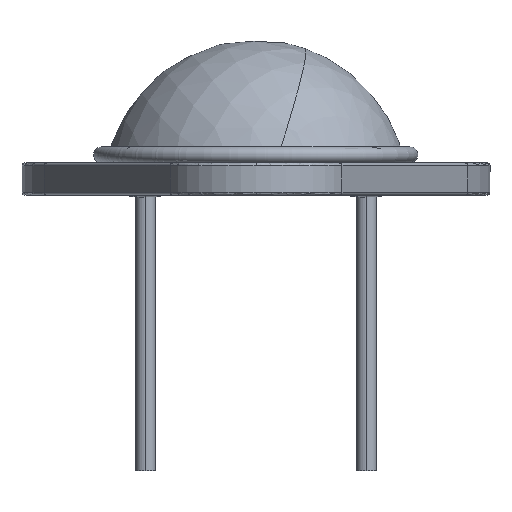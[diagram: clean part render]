
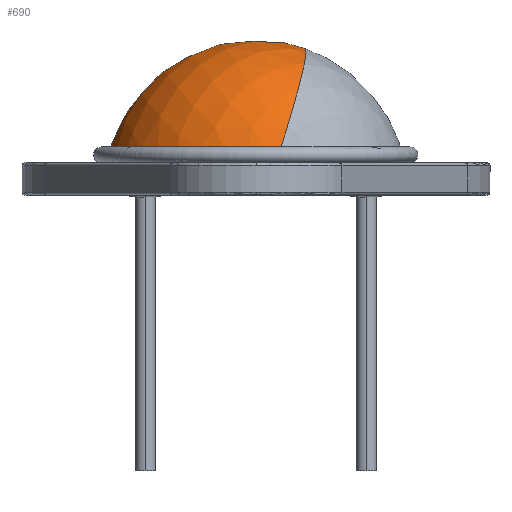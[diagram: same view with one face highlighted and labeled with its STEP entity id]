
A CAD part, left-side view. The second image highlights one B-rep face of the part: STEP entity #690.
In plain terms, the highlighted spherical face has radius 5.672 mm.
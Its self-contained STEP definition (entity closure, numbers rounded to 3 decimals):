
#616 = VERTEX_POINT ( 'NONE', #5332 ) ;
#617 = VERTEX_POINT ( 'NONE', #5331 ) ;
#618 = ORIENTED_EDGE ( 'NONE', *, *, #619, .T. ) ;
#619 = EDGE_CURVE ( 'NONE', #616, #620, #5330, .T. ) ;
#620 = VERTEX_POINT ( 'NONE', #5325 ) ;
#621 = ORIENTED_EDGE ( 'NONE', *, *, #670, .T. ) ;
#670 = EDGE_CURVE ( 'NONE', #620, #617, #5429, .T. ) ;
#687 = EDGE_LOOP ( 'NONE', ( #691, #618, #621 ) ) ;
#690 = ADVANCED_FACE ( 'NONE', ( #5468 ), #5031, .T. ) ;
#691 = ORIENTED_EDGE ( 'NONE', *, *, #692, .F. ) ;
#692 = EDGE_CURVE ( 'NONE', #616, #617, #5517, .T. ) ;
#4811 = DIRECTION ( 'NONE',  ( 0.26, 0.926, 0.274 ) ) ;
#5031 = SPHERICAL_SURFACE ( 'NONE', #5467, 5.672 ) ;
#5325 = CARTESIAN_POINT ( 'NONE',  ( 0.876, 0.51, -0.481 ) ) ;
#5326 = DIRECTION ( 'NONE',  ( 0.26, 0.926, 0.274 ) ) ;
#5327 = DIRECTION ( 'NONE',  ( -0.177, 0.325, -0.929 ) ) ;
#5328 = CARTESIAN_POINT ( 'NONE',  ( -4.55, -1.072, 0. ) ) ;
#5329 = AXIS2_PLACEMENT_3D ( 'NONE', #5328, #5327, #5326 ) ;
#5330 = CIRCLE ( 'NONE', #5329, 5.672 ) ;
#5331 = CARTESIAN_POINT ( 'NONE',  ( -9.772, 0.51, 1.548 ) ) ;
#5332 = CARTESIAN_POINT ( 'NONE',  ( -3.074, 4.179, 1.555 ) ) ;
#5397 = CARTESIAN_POINT ( 'NONE',  ( -8.253, 0.51, -4.013 ) ) ;
#5398 = CARTESIAN_POINT ( 'NONE',  ( -7.96, 0.51, -4.264 ) ) ;
#5399 = CARTESIAN_POINT ( 'NONE',  ( -7.337, 0.51, -4.695 ) ) ;
#5400 = CARTESIAN_POINT ( 'NONE',  ( -7.006, 0.51, -4.877 ) ) ;
#5401 = CARTESIAN_POINT ( 'NONE',  ( -6.481, 0.51, -5.097 ) ) ;
#5402 = CARTESIAN_POINT ( 'NONE',  ( -6.3, 0.51, -5.162 ) ) ;
#5403 = CARTESIAN_POINT ( 'NONE',  ( -5.936, 0.51, -5.271 ) ) ;
#5404 = CARTESIAN_POINT ( 'NONE',  ( -5.569, 0.51, -5.361 ) ) ;
#5405 = CARTESIAN_POINT ( 'NONE',  ( -5.195, 0.51, -5.412 ) ) ;
#5406 = CARTESIAN_POINT ( 'NONE',  ( -4.817, 0.51, -5.444 ) ) ;
#5407 = CARTESIAN_POINT ( 'NONE',  ( -4.625, 0.51, -5.45 ) ) ;
#5408 = CARTESIAN_POINT ( 'NONE',  ( -4.054, 0.51, -5.438 ) ) ;
#5409 = CARTESIAN_POINT ( 'NONE',  ( -3.68, 0.51, -5.39 ) ) ;
#5410 = CARTESIAN_POINT ( 'NONE',  ( -2.943, 0.51, -5.218 ) ) ;
#5411 = CARTESIAN_POINT ( 'NONE',  ( -2.578, 0.51, -5.092 ) ) ;
#5412 = CARTESIAN_POINT ( 'NONE',  ( -1.894, 0.51, -4.771 ) ) ;
#5413 = CARTESIAN_POINT ( 'NONE',  ( -1.571, 0.51, -4.576 ) ) ;
#5414 = CARTESIAN_POINT ( 'NONE',  ( -0.962, 0.51, -4.116 ) ) ;
#5415 = CARTESIAN_POINT ( 'NONE',  ( -0.684, 0.51, -3.856 ) ) ;
#5416 = CARTESIAN_POINT ( 'NONE',  ( -0.313, 0.51, -3.428 ) ) ;
#5417 = CARTESIAN_POINT ( 'NONE',  ( -0.196, 0.51, -3.279 ) ) ;
#5418 = CARTESIAN_POINT ( 'NONE',  ( 0.022, 0.51, -2.968 ) ) ;
#5419 = CARTESIAN_POINT ( 'NONE',  ( 0.123, 0.51, -2.805 ) ) ;
#5420 = CARTESIAN_POINT ( 'NONE',  ( 0.399, 0.51, -2.307 ) ) ;
#5421 = CARTESIAN_POINT ( 'NONE',  ( 0.547, 0.51, -1.96 ) ) ;
#5422 = CARTESIAN_POINT ( 'NONE',  ( 0.713, 0.51, -1.416 ) ) ;
#5423 = CARTESIAN_POINT ( 'NONE',  ( 0.76, 0.51, -1.229 ) ) ;
#5424 = CARTESIAN_POINT ( 'NONE',  ( 0.833, 0.51, -0.856 ) ) ;
#5425 = CARTESIAN_POINT ( 'NONE',  ( 0.859, 0.51, -0.668 ) ) ;
#5426 = CARTESIAN_POINT ( 'NONE',  ( 0.876, 0.51, -0.481 ) ) ;
#5429 = B_SPLINE_CURVE_WITH_KNOTS ( 'NONE', 3,
 ( #5426, #5425, #5424, #5423, #5422, #5421, #5420, #5419, #5418, #5417, #5416, #5415, #5414, #5413, #5412, #5411, #5410, #5409, #5408, #5407, #5406, #5405, #5404, #5403, #5402, #5401, #5400, #5399, #5398, #5397, #5464, #5463, #5462, #5461, #5460, #5459, #5458, #5457, #5456, #5455, #5454 ),
 .UNSPECIFIED., .F., .F.,
 ( 4, 2, 2, 2, 2, 2, 2, 2, 2, 2, 2, 1, 2, 2, 2, 2, 2, 2, 2, 2, 4 ),
 ( 0.018, 0.018, 0.019, 0.02, 0.02, 0.021, 0.022, 0.023, 0.024, 0.025, 0.026, 0.027, 0.027, 0.028, 0.029, 0.03, 0.031, 0.032, 0.033, 0.034, 0.036 ),
 .UNSPECIFIED. ) ;
#5454 = CARTESIAN_POINT ( 'NONE',  ( -9.772, 0.51, 1.548 ) ) ;
#5455 = CARTESIAN_POINT ( 'NONE',  ( -9.88, 0.51, 1.184 ) ) ;
#5456 = CARTESIAN_POINT ( 'NONE',  ( -9.949, 0.51, 0.813 ) ) ;
#5457 = CARTESIAN_POINT ( 'NONE',  ( -10.01, 0.51, 0.058 ) ) ;
#5458 = CARTESIAN_POINT ( 'NONE',  ( -10.001, 0.51, -0.327 ) ) ;
#5459 = CARTESIAN_POINT ( 'NONE',  ( -9.902, 0.51, -1.082 ) ) ;
#5460 = CARTESIAN_POINT ( 'NONE',  ( -9.812, 0.51, -1.456 ) ) ;
#5461 = CARTESIAN_POINT ( 'NONE',  ( -9.561, 0.51, -2.169 ) ) ;
#5462 = CARTESIAN_POINT ( 'NONE',  ( -9.399, 0.51, -2.51 ) ) ;
#5463 = CARTESIAN_POINT ( 'NONE',  ( -9.001, 0.51, -3.164 ) ) ;
#5464 = CARTESIAN_POINT ( 'NONE',  ( -8.771, 0.51, -3.464 ) ) ;
#5465 = CARTESIAN_POINT ( 'NONE',  ( -4.55, -1.072, 0. ) ) ;
#5466 = DIRECTION ( 'NONE',  ( 0.725, 0., -0.688 ) ) ;
#5467 = AXIS2_PLACEMENT_3D ( 'NONE', #5465, #5466, #4811 ) ;
#5468 = FACE_OUTER_BOUND ( 'NONE', #687, .T. ) ;
#5513 = DIRECTION ( 'NONE',  ( 0.26, 0.926, 0.274 ) ) ;
#5514 = DIRECTION ( 'NONE',  ( 0.177, -0.325, 0.929 ) ) ;
#5515 = CARTESIAN_POINT ( 'NONE',  ( -4.55, -1.072, 0. ) ) ;
#5516 = AXIS2_PLACEMENT_3D ( 'NONE', #5515, #5514, #5513 ) ;
#5517 = CIRCLE ( 'NONE', #5516, 5.672 ) ;
